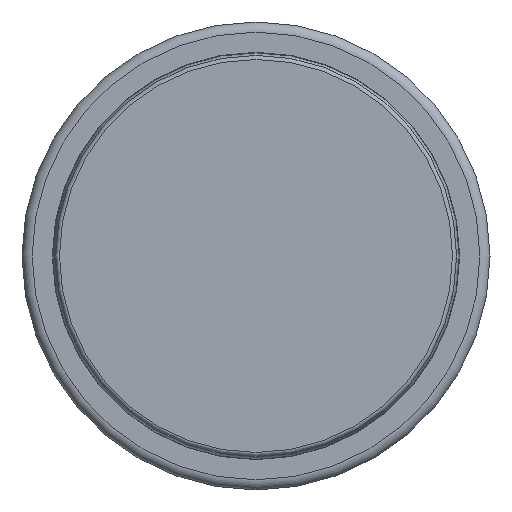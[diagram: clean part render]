
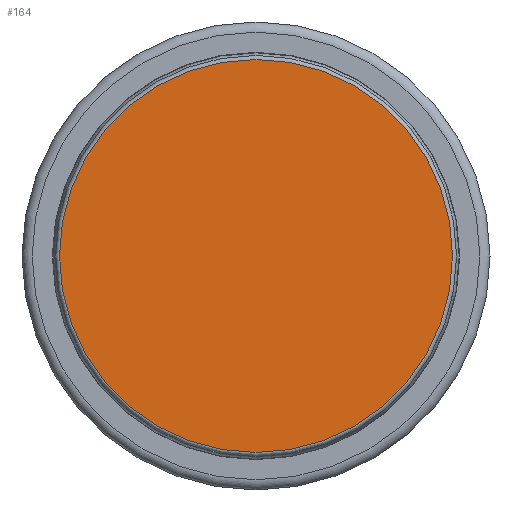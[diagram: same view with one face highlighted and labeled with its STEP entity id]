
A CAD part, top view. The second image highlights one B-rep face of the part: STEP entity #164.
In plain terms, the highlighted planar face has unit normal (0, 0, 1).
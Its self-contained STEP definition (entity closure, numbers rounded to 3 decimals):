
#164 = ADVANCED_FACE( '', ( #346 ), #347, .F. );
#346 = FACE_OUTER_BOUND( '', #534, .T. );
#347 = PLANE( '', #535 );
#534 = EDGE_LOOP( '', ( #856 ) );
#535 = AXIS2_PLACEMENT_3D( '', #857, #858, #859 );
#856 = ORIENTED_EDGE( '', *, *, #1026, .T. );
#857 = CARTESIAN_POINT( '', ( 9.85, 0., 70. ) );
#858 = DIRECTION( '', ( 0., 0., -1. ) );
#859 = DIRECTION( '', ( 1., 0., 0. ) );
#1026 = EDGE_CURVE( '', #1206, #1206, #1207, .F. );
#1206 = VERTEX_POINT( '', #1547 );
#1207 = CIRCLE( '', #1548, 9.65 );
#1547 = CARTESIAN_POINT( '', ( 9.65, 0., 70. ) );
#1548 = AXIS2_PLACEMENT_3D( '', #1670, #1671, #1672 );
#1670 = CARTESIAN_POINT( '', ( 0., 0., 70. ) );
#1671 = DIRECTION( '', ( 0., 0., -1. ) );
#1672 = DIRECTION( '', ( 1., 0., 0. ) );
